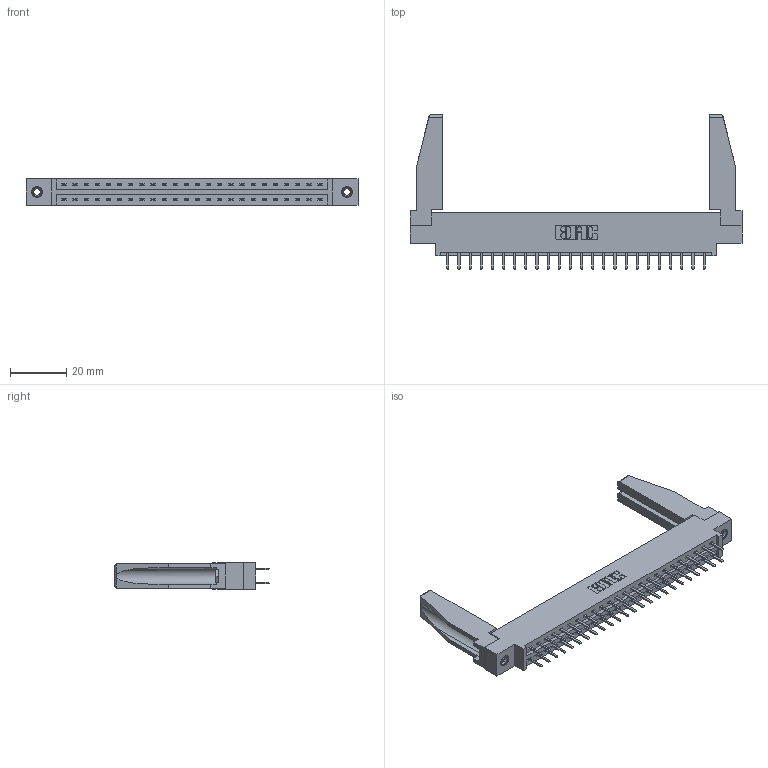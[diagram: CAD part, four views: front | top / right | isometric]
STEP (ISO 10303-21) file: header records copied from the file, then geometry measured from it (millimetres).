
FILE_DESCRIPTION (( 'STEP AP203' ), '1' );
FILE_NAME ('337-048-520-878.STEP', '2019-10-11T15:12:13', ( '' ), ( '' ), 'SwSTEP 2.0', 'SolidWorks 2016', '' );
FILE_SCHEMA (( 'CONFIG_CONTROL_DESIGN' ));
Length unit declared in the file: inch
Products named in the file (5): 345-292-001_345-293-120; 337-048-520-878; 307-220-078; 337 Part_0.170 Offset - 0.156 Dia-TI; 345-250-001_345-250-001-102
Assembly tree (53 placements, depth 2):
  337-048-520-878
    337 Part_0.170 Offset - 0.156 Dia-TI
    345-292-001_345-293-120  x48
    345-250-001_345-250-001-102  x2
    307-220-078  x2
Bounding box: 118.11 x 54.82 x 9.4 mm (x, y, z)
Volume: 16062.5 mm3; surface area: 17347.5 mm2
Topology: 53 solids, 53 shells, 3032 faces, 8765 edges, 5706 vertices
Faces by surface type: plane 2078, cylinder 938, cone 12, torus 4
Entity records: 23622 total; most frequent: CARTESIAN_POINT 4008, ORIENTED_EDGE 3888, DIRECTION 3436, EDGE_CURVE 1944, VECTOR 1774, LINE 1774, VERTEX_POINT 1288, AXIS2_PLACEMENT_3D 831
